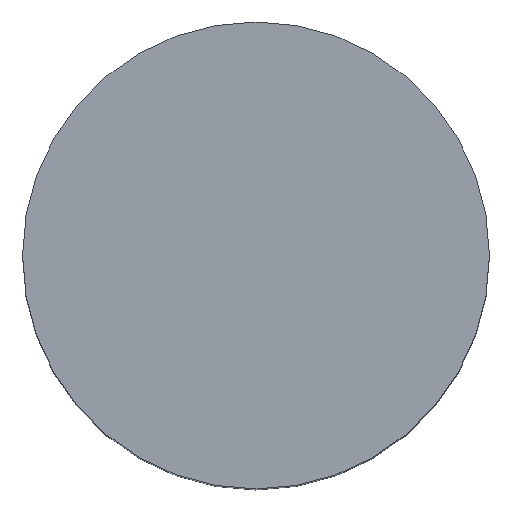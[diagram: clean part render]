
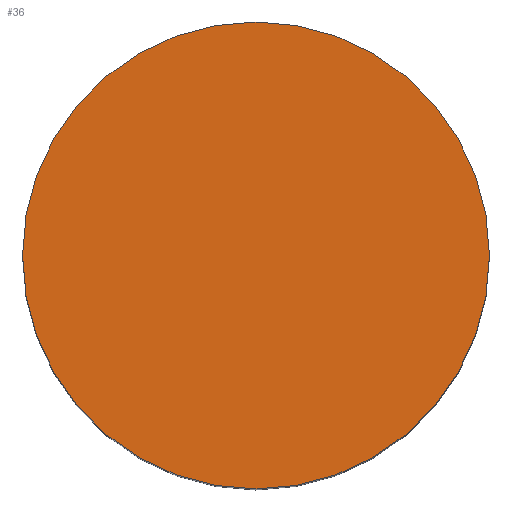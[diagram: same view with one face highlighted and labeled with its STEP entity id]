
A CAD part, top view. The second image highlights one B-rep face of the part: STEP entity #36.
In plain terms, the highlighted planar face has unit normal (0, 0, 1).
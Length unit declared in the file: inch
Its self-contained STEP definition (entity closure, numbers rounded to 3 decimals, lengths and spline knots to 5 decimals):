
#11 = PLANE ( 'NONE',  #284 ) ;
#15 = DIRECTION ( 'NONE',  ( 0., 0., 1. ) ) ;
#25 = DIRECTION ( 'NONE',  ( 1., 0., 0. ) ) ;
#28 = DIRECTION ( 'NONE',  ( 0., 0., 1. ) ) ;
#36 = ADVANCED_FACE ( 'NONE', ( #191 ), #11, .T. ) ;
#47 = CIRCLE ( 'NONE', #313, 0.49 ) ;
#80 = EDGE_CURVE ( 'NONE', #406, #97, #384, .T. ) ;
#97 = VERTEX_POINT ( 'NONE', #118 ) ;
#116 = DIRECTION ( 'NONE',  ( 0., 0., 1. ) ) ;
#118 = CARTESIAN_POINT ( 'NONE',  ( -0.49, 0., 1.28 ) ) ;
#149 = CARTESIAN_POINT ( 'NONE',  ( 0.49, 0., 1.28 ) ) ;
#158 = DIRECTION ( 'NONE',  ( 1., 0., 0. ) ) ;
#162 = ORIENTED_EDGE ( 'NONE', *, *, #201, .T. ) ;
#189 = DIRECTION ( 'NONE',  ( 1., 0., 0. ) ) ;
#191 = FACE_OUTER_BOUND ( 'NONE', #450, .T. ) ;
#201 = EDGE_CURVE ( 'NONE', #97, #406, #47, .T. ) ;
#232 = CARTESIAN_POINT ( 'NONE',  ( 0., 0., 1.28 ) ) ;
#284 = AXIS2_PLACEMENT_3D ( 'NONE', #399, #116, #158 ) ;
#313 = AXIS2_PLACEMENT_3D ( 'NONE', #315, #28, #25 ) ;
#315 = CARTESIAN_POINT ( 'NONE',  ( 0., 0., 1.28 ) ) ;
#371 = ORIENTED_EDGE ( 'NONE', *, *, #80, .T. ) ;
#384 = CIRCLE ( 'NONE', #459, 0.49 ) ;
#399 = CARTESIAN_POINT ( 'NONE',  ( 0., 0., 1.28 ) ) ;
#406 = VERTEX_POINT ( 'NONE', #149 ) ;
#450 = EDGE_LOOP ( 'NONE', ( #162, #371 ) ) ;
#459 = AXIS2_PLACEMENT_3D ( 'NONE', #232, #15, #189 ) ;
